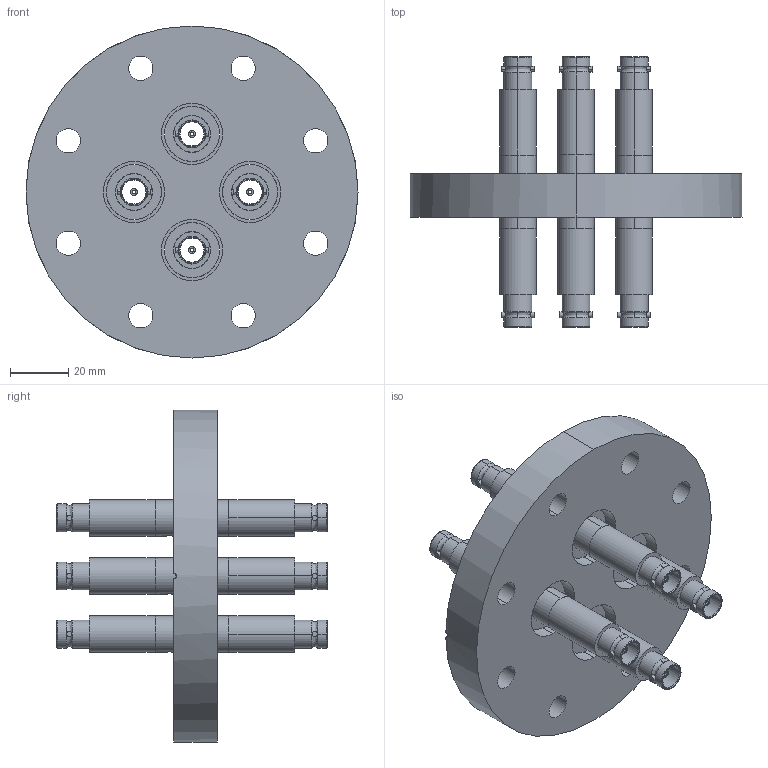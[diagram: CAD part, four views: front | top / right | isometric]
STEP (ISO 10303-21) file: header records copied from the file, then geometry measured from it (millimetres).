
FILE_DESCRIPTION (( 'STEP AP214' ), '1' );
FILE_NAME ('241-BNCD-C63-4.STEP', '2015-02-16T14:23:29', ( 'allectra' ), ( 'Microsoft' ), 'SwSTEP 2.0', 'SolidWorks 2014', '' );
FILE_SCHEMA (( 'AUTOMOTIVE_DESIGN' ));
Length unit declared in the file: millimetre
Products named in the file (3): 241-BNCD; 9411-C63-19_4-C63_DN63; 241-BNCD-C63-4
Assembly tree (5 placements, depth 2):
  241-BNCD-C63-4
    9411-C63-19_4-C63_DN63
    241-BNCD  x4
Bounding box: 114.3 x 92.96 x 114.3 mm (x, y, z)
Volume: 122738.6 mm3; surface area: 56066.8 mm2
Topology: 1 solids, 29 shells, 370 faces, 900 edges, 596 vertices
Faces by surface type: cylinder 210, plane 108, bspline 48, cone 4
Entity records: 4997 total; most frequent: CARTESIAN_POINT 1710, DIRECTION 719, ORIENTED_EDGE 601, EDGE_CURVE 321, AXIS2_PLACEMENT_3D 301, VERTEX_POINT 212, CIRCLE 174, EDGE_LOOP 171
